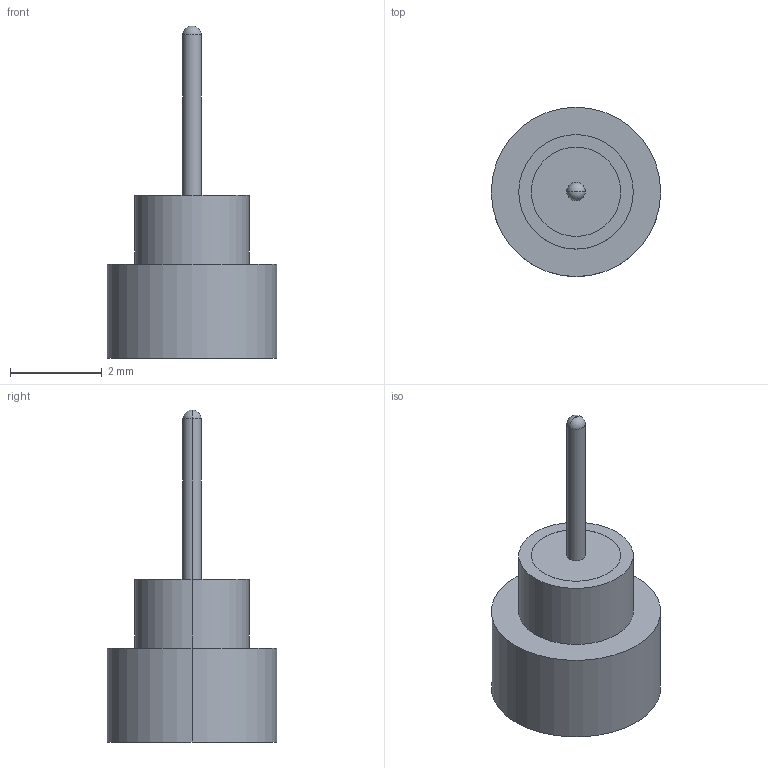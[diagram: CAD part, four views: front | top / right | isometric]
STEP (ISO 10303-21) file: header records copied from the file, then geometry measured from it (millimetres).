
FILE_DESCRIPTION (( 'STEP AP203' ), '1' );
FILE_NAME ('49.STEP', '2020-03-05T00:08:00', ( '' ), ( '' ), 'SwSTEP 2.0', 'SolidWorks 2017', '' );
FILE_SCHEMA (( 'CONFIG_CONTROL_DESIGN' ));
Length unit declared in the file: millimetre
Products named in the file (1): 49
Bounding box: 3.7 x 3.7 x 7.25 mm (x, y, z)
Volume: 16.7 mm3; surface area: 79.4 mm2
Topology: 1 solids, 1 shells, 32 faces, 62 edges, 38 vertices
Faces by surface type: cylinder 16, plane 8, torus 4, cone 4
Entity records: 905 total; most frequent: DIRECTION 170, CARTESIAN_POINT 133, ORIENTED_EDGE 124, AXIS2_PLACEMENT_3D 75, EDGE_CURVE 62, CIRCLE 42, VERTEX_POINT 38, EDGE_LOOP 38
